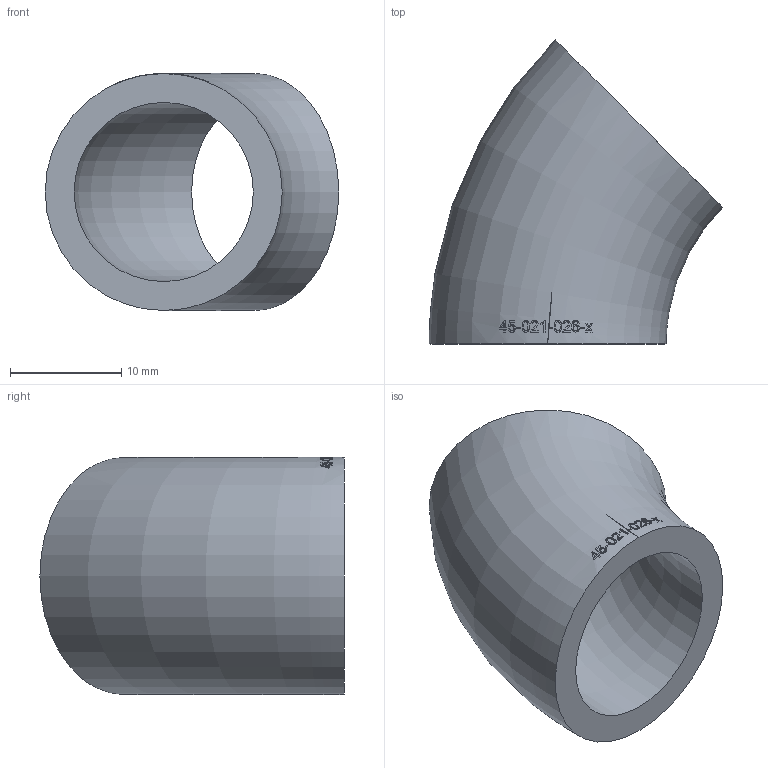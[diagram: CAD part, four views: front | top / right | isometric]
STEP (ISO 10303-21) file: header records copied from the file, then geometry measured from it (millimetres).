
FILE_DESCRIPTION (( 'STEP AP214' ), '1' );
FILE_NAME ('45-021-026-x Bogen 2004.STEP', '2020-04-21T07:19:30', ( '' ), ( '' ), 'SwSTEP 2.0', 'SolidWorks 2019', '' );
FILE_SCHEMA (( 'AUTOMOTIVE_DESIGN' ));
Length unit declared in the file: millimetre
Products named in the file (1): 45-021-026-x Bogen 2004
Bounding box: 26.38 x 27.33 x 21.3 mm (x, y, z)
Volume: 3358.9 mm3; surface area: 2890.9 mm2
Topology: 1 solids, 1 shells, 146 faces, 385 edges, 257 vertices
Faces by surface type: bspline 126, torus 18, plane 2
Entity records: 12037 total; most frequent: CARTESIAN_POINT 7998, ORIENTED_EDGE 764, EDGE_CURVE 382, B_SPLINE_CURVE_WITH_KNOTS 378, VERTEX_POINT 256, EDGE_LOOP 166, FACE_OUTER_BOUND 148, ADVANCED_FACE 146
